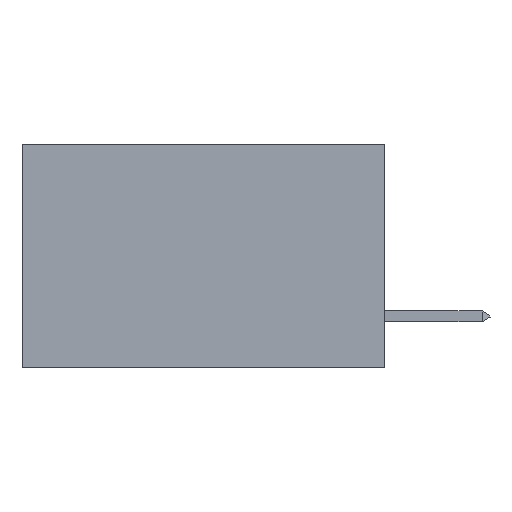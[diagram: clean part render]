
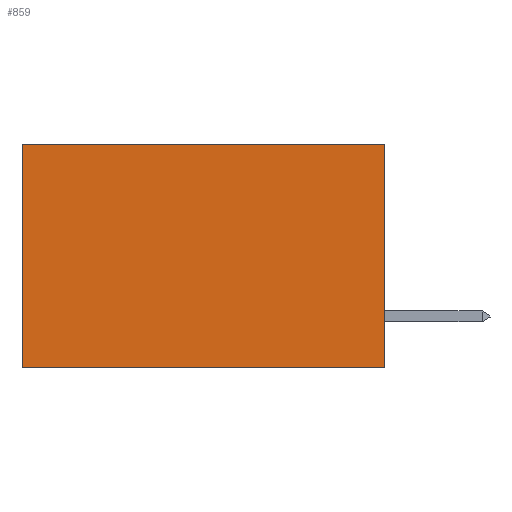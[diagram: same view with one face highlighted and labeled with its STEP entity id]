
A CAD part, left-side view. The second image highlights one B-rep face of the part: STEP entity #859.
In plain terms, the highlighted planar face has unit normal (-1, 0, 0).
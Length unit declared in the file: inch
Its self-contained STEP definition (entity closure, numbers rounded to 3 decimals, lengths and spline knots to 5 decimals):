
#510 = VERTEX_POINT ( 'NONE', #21563 ) ;
#611 = EDGE_CURVE ( 'NONE', #510, #3661, #18957, .T. ) ;
#626 = ORIENTED_EDGE ( 'NONE', *, *, #611, .F. ) ;
#859 = ADVANCED_FACE ( 'NONE', ( #14687 ), #19713, .F. ) ;
#1087 = VECTOR ( 'NONE', #20290, 39.37008 ) ;
#1105 = CARTESIAN_POINT ( 'NONE',  ( 0.2875, 0.6, 0. ) ) ;
#1979 = EDGE_LOOP ( 'NONE', ( #7851, #5836, #626, #5957 ) ) ;
#3661 = VERTEX_POINT ( 'NONE', #17603 ) ;
#4018 = AXIS2_PLACEMENT_3D ( 'NONE', #5085, #23319, #12509 ) ;
#4407 = LINE ( 'NONE', #11241, #8652 ) ;
#4536 = LINE ( 'NONE', #13093, #1087 ) ;
#5085 = CARTESIAN_POINT ( 'NONE',  ( 0.2875, 0., 0. ) ) ;
#5767 = DIRECTION ( 'NONE',  ( 0., 0., -1. ) ) ;
#5836 = ORIENTED_EDGE ( 'NONE', *, *, #13788, .F. ) ;
#5957 = ORIENTED_EDGE ( 'NONE', *, *, #21521, .T. ) ;
#7369 = CARTESIAN_POINT ( 'NONE',  ( 0.2875, 0.6, -0.37 ) ) ;
#7851 = ORIENTED_EDGE ( 'NONE', *, *, #20982, .T. ) ;
#8652 = VECTOR ( 'NONE', #5767, 39.37008 ) ;
#9253 = VERTEX_POINT ( 'NONE', #1105 ) ;
#11241 = CARTESIAN_POINT ( 'NONE',  ( 0.2875, 0.6, 0. ) ) ;
#11970 = VECTOR ( 'NONE', #16381, 39.37008 ) ;
#12509 = DIRECTION ( 'NONE',  ( 0., 0., -1. ) ) ;
#13093 = CARTESIAN_POINT ( 'NONE',  ( 0.2875, 0., -0.37 ) ) ;
#13266 = VECTOR ( 'NONE', #20741, 39.37008 ) ;
#13788 = EDGE_CURVE ( 'NONE', #3661, #14854, #4536, .T. ) ;
#13941 = LINE ( 'NONE', #14372, #11970 ) ;
#14372 = CARTESIAN_POINT ( 'NONE',  ( 0.2875, 0., 0. ) ) ;
#14687 = FACE_OUTER_BOUND ( 'NONE', #1979, .T. ) ;
#14854 = VERTEX_POINT ( 'NONE', #7369 ) ;
#16381 = DIRECTION ( 'NONE',  ( 0., 1., 0. ) ) ;
#17603 = CARTESIAN_POINT ( 'NONE',  ( 0.2875, 0., -0.37 ) ) ;
#18957 = LINE ( 'NONE', #20505, #13266 ) ;
#19713 = PLANE ( 'NONE',  #4018 ) ;
#20290 = DIRECTION ( 'NONE',  ( 0., 1., 0. ) ) ;
#20505 = CARTESIAN_POINT ( 'NONE',  ( 0.2875, 0., 0. ) ) ;
#20741 = DIRECTION ( 'NONE',  ( 0., 0., -1. ) ) ;
#20982 = EDGE_CURVE ( 'NONE', #9253, #14854, #4407, .T. ) ;
#21521 = EDGE_CURVE ( 'NONE', #510, #9253, #13941, .T. ) ;
#21563 = CARTESIAN_POINT ( 'NONE',  ( 0.2875, 0., 0. ) ) ;
#23319 = DIRECTION ( 'NONE',  ( 1., 0., 0. ) ) ;
